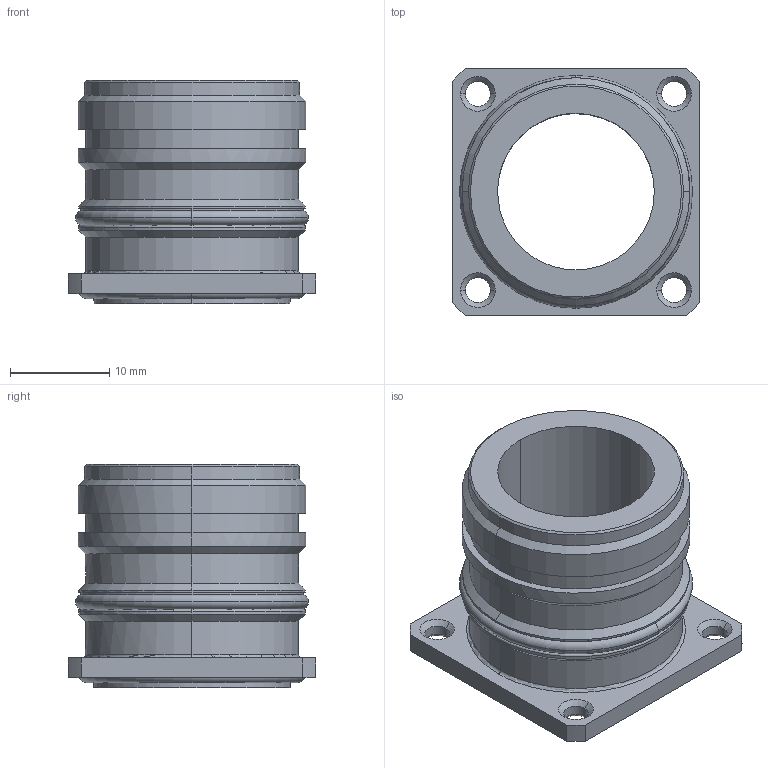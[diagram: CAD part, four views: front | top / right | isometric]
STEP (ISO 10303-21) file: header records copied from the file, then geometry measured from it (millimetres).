
FILE_DESCRIPTION(('CATIA V5 STEP Exchange','CAx-IF Rec.Pracs.--- Model Styling and Organization---1.4--- 2014-01-23'),'2;1');
FILE_NAME ('008204-2_3_1169940000_1169940000.stp','2021-02-03T15:09:49+00:00',('none'),('Weidmueller'),'CATIA Version 5-6 Release 2016 SP3 HF44','CATIA V5 STEP AP214','none');
FILE_SCHEMA(('AUTOMOTIVE_DESIGN { 1 0 10303 214 1 1 1 1 }'));
Length unit declared in the file: millimetre
Products named in the file (1): 1169940000
Bounding box: 25 x 25 x 22.5 mm (x, y, z)
Volume: 4630.6 mm3; surface area: 4251 mm2
Topology: 3 solids, 3 shells, 99 faces, 222 edges, 133 vertices
Faces by surface type: cylinder 45, cone 27, plane 14, torus 13
Entity records: 3194 total; most frequent: CARTESIAN_POINT 1057, ORIENTED_EDGE 444, DIRECTION 371, EDGE_CURVE 222, AXIS2_PLACEMENT_3D 197, VERTEX_POINT 133, EDGE_LOOP 117, ADVANCED_FACE 99
